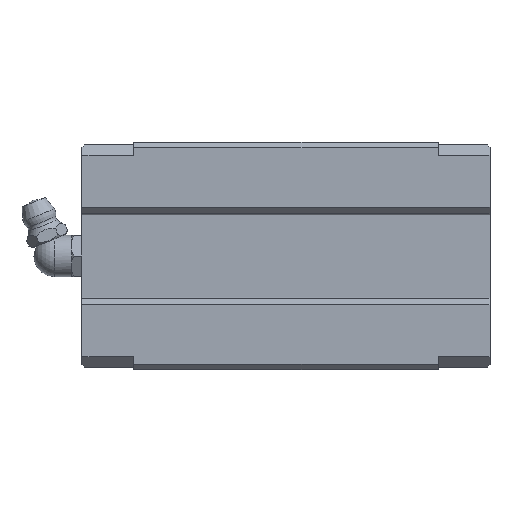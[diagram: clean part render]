
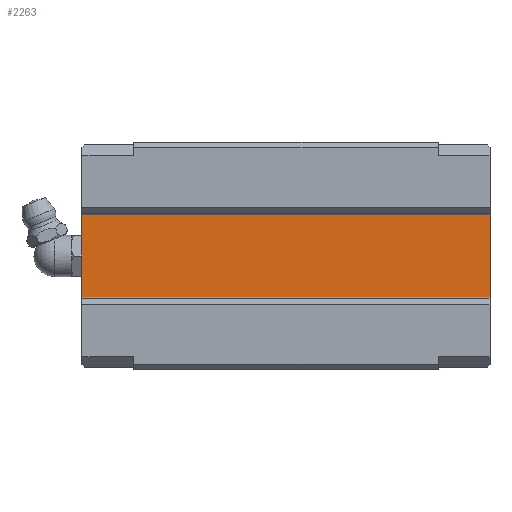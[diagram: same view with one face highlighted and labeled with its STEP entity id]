
A CAD part, front view. The second image highlights one B-rep face of the part: STEP entity #2263.
In plain terms, the highlighted planar face has unit normal (0, -1, 0).
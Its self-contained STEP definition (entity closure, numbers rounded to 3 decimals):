
#76=LINE('',#3498,#278);
#119=LINE('',#3621,#321);
#228=LINE('',#3862,#430);
#229=LINE('',#3864,#431);
#278=VECTOR('',#2737,1000.);
#321=VECTOR('',#2832,1000.);
#430=VECTOR('',#3057,1000.);
#431=VECTOR('',#3060,1000.);
#508=PLANE('',#2490);
#1137=ORIENTED_EDGE('',*,*,#1408,.F.);
#1138=ORIENTED_EDGE('',*,*,#1531,.F.);
#1139=ORIENTED_EDGE('',*,*,#1346,.T.);
#1140=ORIENTED_EDGE('',*,*,#1532,.T.);
#1346=EDGE_CURVE('',#1630,#1629,#76,.T.);
#1408=EDGE_CURVE('',#1683,#1684,#119,.T.);
#1531=EDGE_CURVE('',#1630,#1683,#228,.T.);
#1532=EDGE_CURVE('',#1629,#1684,#229,.T.);
#1629=VERTEX_POINT('',#3497);
#1630=VERTEX_POINT('',#3499);
#1683=VERTEX_POINT('',#3620);
#1684=VERTEX_POINT('',#3622);
#1915=EDGE_LOOP('',(#1137,#1138,#1139,#1140));
#2086=FACE_BOUND('',#1915,.T.);
#2263=ADVANCED_FACE('',(#2086),#508,.T.);
#2490=AXIS2_PLACEMENT_3D('',#3863,#3058,#3059);
#2737=DIRECTION('',(0.,0.,1.));
#2832=DIRECTION('',(0.,0.,1.));
#3057=DIRECTION('',(-1.,0.,0.));
#3058=DIRECTION('',(0.,-1.,0.));
#3059=DIRECTION('',(0.,0.,-1.));
#3060=DIRECTION('',(-1.,0.,0.));
#3497=CARTESIAN_POINT('',(39.5,11.9,8.156));
#3498=CARTESIAN_POINT('',(39.5,11.9,-8.156));
#3499=CARTESIAN_POINT('',(39.5,11.9,-8.156));
#3620=CARTESIAN_POINT('',(-39.5,11.9,-8.156));
#3621=CARTESIAN_POINT('',(-39.5,11.9,-8.156));
#3622=CARTESIAN_POINT('',(-39.5,11.9,8.156));
#3862=CARTESIAN_POINT('',(39.5,11.9,-8.156));
#3863=CARTESIAN_POINT('',(39.5,11.9,-8.156));
#3864=CARTESIAN_POINT('',(39.5,11.9,8.156));
